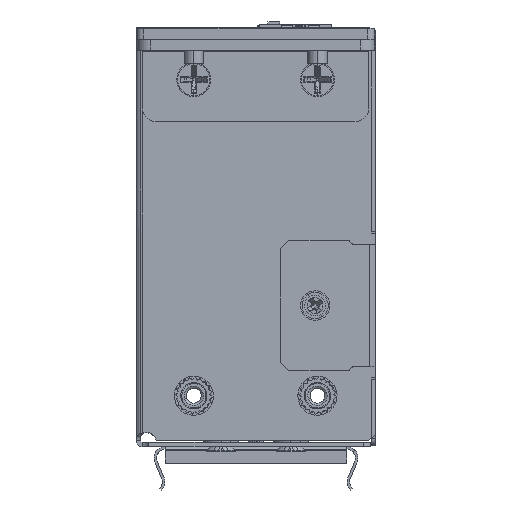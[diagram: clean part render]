
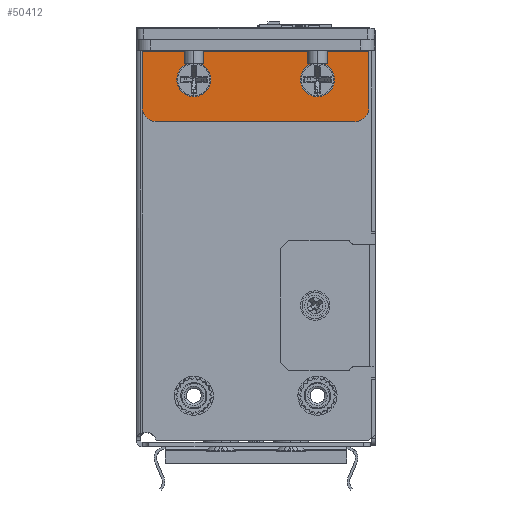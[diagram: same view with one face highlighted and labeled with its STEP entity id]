
A CAD part, left-side view. The second image highlights one B-rep face of the part: STEP entity #50412.
In plain terms, the highlighted planar face has unit normal (-1, 0, 0).
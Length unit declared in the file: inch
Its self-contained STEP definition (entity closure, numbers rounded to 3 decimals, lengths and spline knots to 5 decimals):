
#980 = CARTESIAN_POINT ( 'NONE',  ( 6.56462, 4.6956, -0.28699 ) ) ;
#981 = DIRECTION ( 'NONE',  ( 1., 0., 0. ) ) ;
#983 = DIRECTION ( 'NONE',  ( 0., 0., -1. ) ) ;
#1004 = CARTESIAN_POINT ( 'NONE',  ( 6.56462, 3.8126, -0.28699 ) ) ;
#1006 = DIRECTION ( 'NONE',  ( 1., 0., 0. ) ) ;
#1008 = DIRECTION ( 'NONE',  ( 0., 0., -1. ) ) ;
#1025 = LINE ( 'NONE', #1027, #109298 ) ;
#1027 = CARTESIAN_POINT ( 'NONE',  ( 6.56462, 3.4446, -0.48699 ) ) ;
#1029 = CARTESIAN_POINT ( 'NONE',  ( 6.56462, 3.8126, -0.28699 ) ) ;
#1030 = DIRECTION ( 'NONE',  ( 1., 0., 0. ) ) ;
#1032 = DIRECTION ( 'NONE',  ( 0., 0., -1. ) ) ;
#1034 = LINE ( 'NONE', #1046, #109300 ) ;
#1036 = LINE ( 'NONE', #1044, #109295 ) ;
#1037 = CARTESIAN_POINT ( 'NONE',  ( 6.56462, 4.6956, -0.28699 ) ) ;
#1039 = DIRECTION ( 'NONE',  ( 1., 0., 0. ) ) ;
#1041 = DIRECTION ( 'NONE',  ( 0., 0., -1. ) ) ;
#1043 = DIRECTION ( 'NONE',  ( 0., 0., -1. ) ) ;
#1044 = CARTESIAN_POINT ( 'NONE',  ( 6.56462, 3.5046, -0.086 ) ) ;
#1045 = DIRECTION ( 'NONE',  ( 0., 1., 0. ) ) ;
#1046 = CARTESIAN_POINT ( 'NONE',  ( 6.56462, 5.0636, 0.02396 ) ) ;
#1047 = CARTESIAN_POINT ( 'NONE',  ( 6.56462, 3.5446, -0.58699 ) ) ;
#1048 = DIRECTION ( 'NONE',  ( 0., 0., 1. ) ) ;
#1049 = LINE ( 'NONE', #1047, #109302 ) ;
#1050 = CARTESIAN_POINT ( 'NONE',  ( 6.56462, 4.9636, -0.48699 ) ) ;
#1051 = DIRECTION ( 'NONE',  ( 1., 0., 0. ) ) ;
#1052 = DIRECTION ( 'NONE',  ( 0., 0., -1. ) ) ;
#1054 = DIRECTION ( 'NONE',  ( 0., 1., 0. ) ) ;
#1058 = CARTESIAN_POINT ( 'NONE',  ( 6.56462, 3.5446, -0.48699 ) ) ;
#1059 = DIRECTION ( 'NONE',  ( 1., 0., 0. ) ) ;
#1060 = DIRECTION ( 'NONE',  ( 0., 0., -1. ) ) ;
#5319 = AXIS2_PLACEMENT_3D ( 'NONE', #7652, #7648, #7657 ) ;
#7648 = DIRECTION ( 'NONE',  ( 1., 0., 0. ) ) ;
#7651 = FACE_BOUND ( 'NONE', #60439, .T. ) ;
#7652 = CARTESIAN_POINT ( 'NONE',  ( 6.56462, 3.5046, 6.44701 ) ) ;
#7653 = FACE_BOUND ( 'NONE', #60432, .T. ) ;
#7655 = FACE_OUTER_BOUND ( 'NONE', #60441, .T. ) ;
#7656 = PLANE ( 'NONE',  #5319 ) ;
#7657 = DIRECTION ( 'NONE',  ( 0., 0., -1. ) ) ;
#16329 = CARTESIAN_POINT ( 'NONE',  ( 6.56462, 3.4446, -0.48699 ) ) ;
#16335 = CARTESIAN_POINT ( 'NONE',  ( 6.56462, 3.5446, -0.58699 ) ) ;
#16356 = CARTESIAN_POINT ( 'NONE',  ( 6.56462, 4.6956, -0.17199 ) ) ;
#16358 = CARTESIAN_POINT ( 'NONE',  ( 6.56462, 4.6956, -0.40199 ) ) ;
#16365 = CARTESIAN_POINT ( 'NONE',  ( 6.56462, 3.8126, -0.17199 ) ) ;
#16367 = CARTESIAN_POINT ( 'NONE',  ( 6.56462, 3.8126, -0.40199 ) ) ;
#16374 = CARTESIAN_POINT ( 'NONE',  ( 6.56462, 3.4446, -0.086 ) ) ;
#16382 = CARTESIAN_POINT ( 'NONE',  ( 6.56462, 4.9636, -0.58699 ) ) ;
#16384 = CARTESIAN_POINT ( 'NONE',  ( 6.56462, 5.0636, -0.48699 ) ) ;
#16387 = CARTESIAN_POINT ( 'NONE',  ( 6.56462, 5.0636, -0.086 ) ) ;
#49976 = EDGE_CURVE ( 'NONE', #56534, #56535, #109280, .T. ) ;
#49980 = EDGE_CURVE ( 'NONE', #56538, #56539, #109286, .T. ) ;
#49984 = EDGE_CURVE ( 'NONE', #56539, #56538, #109292, .T. ) ;
#49985 = EDGE_CURVE ( 'NONE', #56535, #56534, #109296, .T. ) ;
#49986 = EDGE_CURVE ( 'NONE', #56542, #56523, #1025, .T. ) ;
#49987 = EDGE_CURVE ( 'NONE', #56542, #56548, #1036, .T. ) ;
#49988 = EDGE_CURVE ( 'NONE', #56547, #56548, #1034, .T. ) ;
#49989 = EDGE_CURVE ( 'NONE', #56546, #56547, #109301, .T. ) ;
#49990 = EDGE_CURVE ( 'NONE', #56525, #56546, #1049, .T. ) ;
#49991 = EDGE_CURVE ( 'NONE', #56523, #56525, #109303, .T. ) ;
#50412 = ADVANCED_FACE ( 'NONE', ( #7651, #7653, #7655 ), #7656, .F. ) ;
#56523 = VERTEX_POINT ( 'NONE', #16329 ) ;
#56525 = VERTEX_POINT ( 'NONE', #16335 ) ;
#56534 = VERTEX_POINT ( 'NONE', #16356 ) ;
#56535 = VERTEX_POINT ( 'NONE', #16358 ) ;
#56538 = VERTEX_POINT ( 'NONE', #16365 ) ;
#56539 = VERTEX_POINT ( 'NONE', #16367 ) ;
#56542 = VERTEX_POINT ( 'NONE', #16374 ) ;
#56546 = VERTEX_POINT ( 'NONE', #16382 ) ;
#56547 = VERTEX_POINT ( 'NONE', #16384 ) ;
#56548 = VERTEX_POINT ( 'NONE', #16387 ) ;
#60432 = EDGE_LOOP ( 'NONE', ( #69418, #69419 ) ) ;
#60439 = EDGE_LOOP ( 'NONE', ( #69416, #69417 ) ) ;
#60441 = EDGE_LOOP ( 'NONE', ( #69420, #69421, #69422, #69423, #69424, #69425 ) ) ;
#69416 = ORIENTED_EDGE ( 'NONE', *, *, #49984, .T. ) ;
#69417 = ORIENTED_EDGE ( 'NONE', *, *, #49980, .T. ) ;
#69418 = ORIENTED_EDGE ( 'NONE', *, *, #49985, .T. ) ;
#69419 = ORIENTED_EDGE ( 'NONE', *, *, #49976, .T. ) ;
#69420 = ORIENTED_EDGE ( 'NONE', *, *, #49986, .F. ) ;
#69421 = ORIENTED_EDGE ( 'NONE', *, *, #49987, .T. ) ;
#69422 = ORIENTED_EDGE ( 'NONE', *, *, #49988, .F. ) ;
#69423 = ORIENTED_EDGE ( 'NONE', *, *, #49989, .F. ) ;
#69424 = ORIENTED_EDGE ( 'NONE', *, *, #49990, .F. ) ;
#69425 = ORIENTED_EDGE ( 'NONE', *, *, #49991, .F. ) ;
#109280 = CIRCLE ( 'NONE', #109285, 0.115 ) ;
#109285 = AXIS2_PLACEMENT_3D ( 'NONE', #980, #981, #983 ) ;
#109286 = CIRCLE ( 'NONE', #109291, 0.115 ) ;
#109291 = AXIS2_PLACEMENT_3D ( 'NONE', #1004, #1006, #1008 ) ;
#109292 = CIRCLE ( 'NONE', #109297, 0.115 ) ;
#109295 = VECTOR ( 'NONE', #1045, 39.37008 ) ;
#109296 = CIRCLE ( 'NONE', #109299, 0.115 ) ;
#109297 = AXIS2_PLACEMENT_3D ( 'NONE', #1029, #1030, #1032 ) ;
#109298 = VECTOR ( 'NONE', #1043, 39.37008 ) ;
#109299 = AXIS2_PLACEMENT_3D ( 'NONE', #1037, #1039, #1041 ) ;
#109300 = VECTOR ( 'NONE', #1048, 39.37008 ) ;
#109301 = CIRCLE ( 'NONE', #109304, 0.1 ) ;
#109302 = VECTOR ( 'NONE', #1054, 39.37008 ) ;
#109303 = CIRCLE ( 'NONE', #109307, 0.1 ) ;
#109304 = AXIS2_PLACEMENT_3D ( 'NONE', #1050, #1051, #1052 ) ;
#109307 = AXIS2_PLACEMENT_3D ( 'NONE', #1058, #1059, #1060 ) ;
